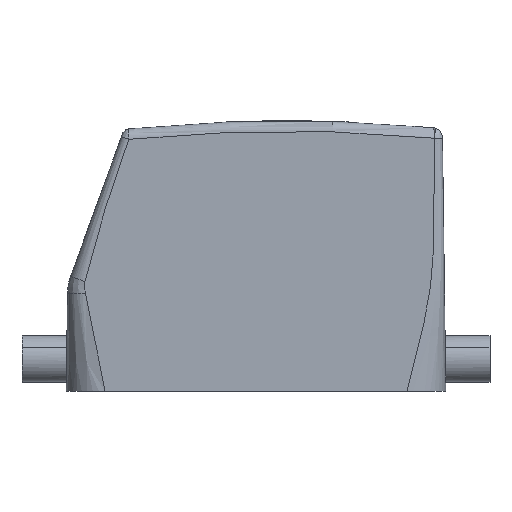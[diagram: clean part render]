
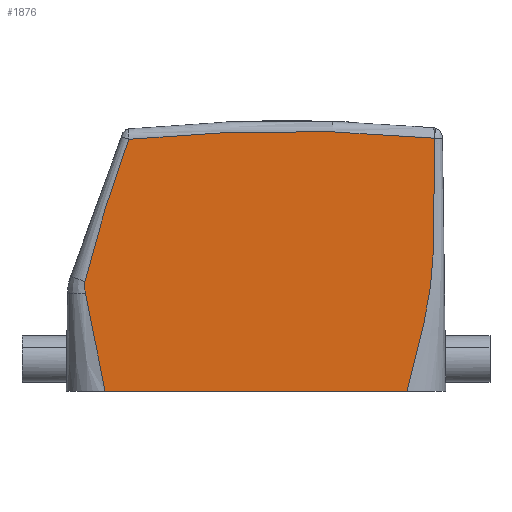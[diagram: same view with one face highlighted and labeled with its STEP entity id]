
A CAD part, left-side view. The second image highlights one B-rep face of the part: STEP entity #1876.
In plain terms, the highlighted planar face has unit normal (-1, 0, 0).
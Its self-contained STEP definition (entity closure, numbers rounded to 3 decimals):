
#569=AXIS2_PLACEMENT_3D('Circle Axis2P3D',#567,#568,$) ;
#1773=AXIS2_PLACEMENT_3D('Plane Axis2P3D',#1770,#1771,#1772) ;
#564=CARTESIAN_POINT('Vertex',(0.,69.475,48.438)) ;
#567=CARTESIAN_POINT('Axis2P3D Location',(0.,39.,-248.)) ;
#571=CARTESIAN_POINT('Vertex',(0.,10.635,48.647)) ;
#1770=CARTESIAN_POINT('Axis2P3D Location',(0.,3.169,-31.164)) ;
#1776=CARTESIAN_POINT('Control Point',(0.,69.475,48.438)) ;
#1777=CARTESIAN_POINT('Control Point',(0.,69.522,48.303)) ;
#1778=CARTESIAN_POINT('Control Point',(0.,69.569,48.169)) ;
#1779=CARTESIAN_POINT('Control Point',(0.,69.616,48.034)) ;
#1780=CARTESIAN_POINT('Control Point',(0.,69.711,47.763)) ;
#1781=CARTESIAN_POINT('Control Point',(0.,69.806,47.493)) ;
#1782=CARTESIAN_POINT('Control Point',(0.,69.853,47.357)) ;
#1783=CARTESIAN_POINT('Control Point',(0.,70.753,44.776)) ;
#1784=CARTESIAN_POINT('Control Point',(0.,71.641,42.188)) ;
#1785=CARTESIAN_POINT('Control Point',(0.,72.46,39.729)) ;
#1786=CARTESIAN_POINT('Control Point',(0.,73.338,37.077)) ;
#1787=CARTESIAN_POINT('Control Point',(0.,74.196,34.419)) ;
#1788=CARTESIAN_POINT('Control Point',(0.,74.257,34.228)) ;
#1789=CARTESIAN_POINT('Control Point',(0.,74.493,33.496)) ;
#1790=CARTESIAN_POINT('Control Point',(0.,74.725,32.767)) ;
#1791=CARTESIAN_POINT('Control Point',(0.,74.895,32.231)) ;
#1792=CARTESIAN_POINT('Control Point',(0.,75.219,31.2)) ;
#1793=CARTESIAN_POINT('Control Point',(0.,75.538,30.161)) ;
#1794=CARTESIAN_POINT('Control Point',(0.,75.691,29.659)) ;
#1795=CARTESIAN_POINT('Control Point',(0.,76.114,28.241)) ;
#1796=CARTESIAN_POINT('Control Point',(0.,76.516,26.819)) ;
#1797=CARTESIAN_POINT('Control Point',(0.,76.767,25.89)) ;
#1798=CARTESIAN_POINT('Control Point',(0.,77.156,24.375)) ;
#1799=CARTESIAN_POINT('Control Point',(0.,77.513,22.852)) ;
#1800=CARTESIAN_POINT('Control Point',(0.,77.646,22.264)) ;
#1801=CARTESIAN_POINT('Control Point',(0.,77.774,21.675)) ;
#1802=CARTESIAN_POINT('Control Point',(0.,77.897,21.087)) ;
#1803=CARTESIAN_POINT('Vertex',(0.,77.897,21.087)) ;
#1807=CARTESIAN_POINT('Control Point',(0.,77.897,21.087)) ;
#1808=CARTESIAN_POINT('Control Point',(0.,77.967,20.617)) ;
#1809=CARTESIAN_POINT('Control Point',(0.,77.992,20.142)) ;
#1810=CARTESIAN_POINT('Control Point',(0.,77.972,19.668)) ;
#1811=CARTESIAN_POINT('Control Point',(0.,77.903,19.202)) ;
#1812=CARTESIAN_POINT('Control Point',(0.,77.788,18.755)) ;
#1813=CARTESIAN_POINT('Vertex',(0.,77.788,18.755)) ;
#1817=CARTESIAN_POINT('Control Point',(0.,77.788,18.755)) ;
#1818=CARTESIAN_POINT('Control Point',(0.,77.478,16.856)) ;
#1819=CARTESIAN_POINT('Control Point',(0.,77.13,14.961)) ;
#1820=CARTESIAN_POINT('Control Point',(0.,76.754,13.074)) ;
#1821=CARTESIAN_POINT('Control Point',(0.,76.214,10.483)) ;
#1822=CARTESIAN_POINT('Control Point',(0.,75.663,7.889)) ;
#1823=CARTESIAN_POINT('Control Point',(0.,75.461,6.941)) ;
#1824=CARTESIAN_POINT('Control Point',(0.,75.072,5.108)) ;
#1825=CARTESIAN_POINT('Control Point',(0.,74.688,3.276)) ;
#1826=CARTESIAN_POINT('Control Point',(0.,74.469,2.219)) ;
#1827=CARTESIAN_POINT('Control Point',(0.,74.244,1.115)) ;
#1828=CARTESIAN_POINT('Control Point',(0.,74.02,0.)) ;
#1829=CARTESIAN_POINT('Vertex',(0.,74.02,0.)) ;
#1832=CARTESIAN_POINT('Line Origine',(0.,44.998,0.)) ;
#1836=CARTESIAN_POINT('Vertex',(0.,15.976,0.)) ;
#1840=CARTESIAN_POINT('Control Point',(0.,10.635,48.647)) ;
#1841=CARTESIAN_POINT('Control Point',(0.,10.635,48.566)) ;
#1842=CARTESIAN_POINT('Control Point',(0.,10.635,48.486)) ;
#1843=CARTESIAN_POINT('Control Point',(0.,10.634,48.394)) ;
#1844=CARTESIAN_POINT('Control Point',(0.,10.634,48.197)) ;
#1845=CARTESIAN_POINT('Control Point',(0.,10.633,48.022)) ;
#1846=CARTESIAN_POINT('Control Point',(0.,10.633,47.949)) ;
#1847=CARTESIAN_POINT('Control Point',(0.,10.619,43.955)) ;
#1848=CARTESIAN_POINT('Control Point',(0.,10.632,39.962)) ;
#1849=CARTESIAN_POINT('Control Point',(0.,10.701,36.039)) ;
#1850=CARTESIAN_POINT('Control Point',(0.,10.747,31.909)) ;
#1851=CARTESIAN_POINT('Control Point',(0.,10.873,27.783)) ;
#1852=CARTESIAN_POINT('Control Point',(0.,10.88,27.565)) ;
#1853=CARTESIAN_POINT('Control Point',(0.,10.901,26.931)) ;
#1854=CARTESIAN_POINT('Control Point',(0.,10.925,26.298)) ;
#1855=CARTESIAN_POINT('Control Point',(0.,10.943,25.883)) ;
#1856=CARTESIAN_POINT('Control Point',(0.,10.983,25.075)) ;
#1857=CARTESIAN_POINT('Control Point',(0.,11.032,24.265)) ;
#1858=CARTESIAN_POINT('Control Point',(0.,11.059,23.869)) ;
#1859=CARTESIAN_POINT('Control Point',(0.,11.279,20.951)) ;
#1860=CARTESIAN_POINT('Control Point',(0.,11.66,18.043)) ;
#1861=CARTESIAN_POINT('Control Point',(0.,12.143,15.539)) ;
#1862=CARTESIAN_POINT('Control Point',(0.,13.202,10.936)) ;
#1863=CARTESIAN_POINT('Control Point',(0.,14.398,6.362)) ;
#1864=CARTESIAN_POINT('Control Point',(0.,14.95,4.242)) ;
#1865=CARTESIAN_POINT('Control Point',(0.,15.471,2.123)) ;
#1866=CARTESIAN_POINT('Control Point',(0.,15.976,0.)) ;
#568=DIRECTION('Axis2P3D Direction',(-1.,0.,0.)) ;
#1771=DIRECTION('Axis2P3D Direction',(-1.,0.,0.)) ;
#1772=DIRECTION('Axis2P3D XDirection',(0.,-0.17,0.985)) ;
#1833=DIRECTION('Vector Direction',(0.,-1.,0.)) ;
#1834=VECTOR('Line Direction',#1833,1.) ;
#1869=ORIENTED_EDGE('',*,*,#573,.T.) ;
#1870=ORIENTED_EDGE('',*,*,#1805,.F.) ;
#1871=ORIENTED_EDGE('',*,*,#1815,.F.) ;
#1872=ORIENTED_EDGE('',*,*,#1831,.F.) ;
#1873=ORIENTED_EDGE('',*,*,#1838,.T.) ;
#1874=ORIENTED_EDGE('',*,*,#1867,.T.) ;
#1876=ADVANCED_FACE('Housing',(#1875),#1774,.T.) ;
#1775=B_SPLINE_CURVE_WITH_KNOTS('',5,(#1776,#1777,#1778,#1779,#1780,#1781,#1782,#1783,#1784,#1785,#1786,#1787,#1788,#1789,#1790,#1791,#1792,#1793,#1794,#1795,#1796,#1797,#1798,#1799,#1800,#1801,#1802),.UNSPECIFIED.,.F.,.U.,(6,3,3,3,3,3,3,3,6),(0.,1.013,2.026,20.336,21.755,25.773,29.426,36.228,40.486),.UNSPECIFIED.) ;
#1806=B_SPLINE_CURVE_WITH_KNOTS('',5,(#1807,#1808,#1809,#1810,#1811,#1812),.UNSPECIFIED.,.F.,.U.,(6,6),(0.,3.325),.UNSPECIFIED.) ;
#1816=B_SPLINE_CURVE_WITH_KNOTS('',5,(#1817,#1818,#1819,#1820,#1821,#1822,#1823,#1824,#1825,#1826,#1827,#1828),.UNSPECIFIED.,.F.,.U.,(6,3,3,6),(0.,13.596,18.683,26.773),.UNSPECIFIED.) ;
#1839=B_SPLINE_CURVE_WITH_KNOTS('',5,(#1840,#1841,#1842,#1843,#1844,#1845,#1846,#1847,#1848,#1849,#1850,#1851,#1852,#1853,#1854,#1855,#1856,#1857,#1858,#1859,#1860,#1861,#1862,#1863,#1864,#1865,#1866),.UNSPECIFIED.,.F.,.U.,(6,3,3,3,3,3,3,3,6),(0.,0.57,1.141,28.879,30.426,33.38,36.18,54.129,69.543),.UNSPECIFIED.) ;
#570=CIRCLE('generated circle',#569,298.) ;
#573=EDGE_CURVE('',#572,#565,#570,.T.) ;
#1805=EDGE_CURVE('',#1804,#565,#1775,.F.) ;
#1815=EDGE_CURVE('',#1814,#1804,#1806,.F.) ;
#1831=EDGE_CURVE('',#1830,#1814,#1816,.F.) ;
#1838=EDGE_CURVE('',#1830,#1837,#1835,.T.) ;
#1867=EDGE_CURVE('',#1837,#572,#1839,.F.) ;
#1868=EDGE_LOOP('',(#1869,#1870,#1871,#1872,#1873,#1874)) ;
#1875=FACE_OUTER_BOUND('',#1868,.T.) ;
#1835=LINE('Line',#1832,#1834) ;
#1774=PLANE('',#1773) ;
#565=VERTEX_POINT('',#564) ;
#572=VERTEX_POINT('',#571) ;
#1804=VERTEX_POINT('',#1803) ;
#1814=VERTEX_POINT('',#1813) ;
#1830=VERTEX_POINT('',#1829) ;
#1837=VERTEX_POINT('',#1836) ;
